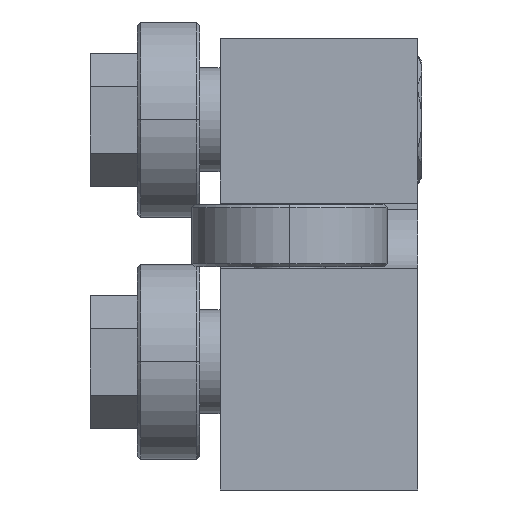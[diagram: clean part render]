
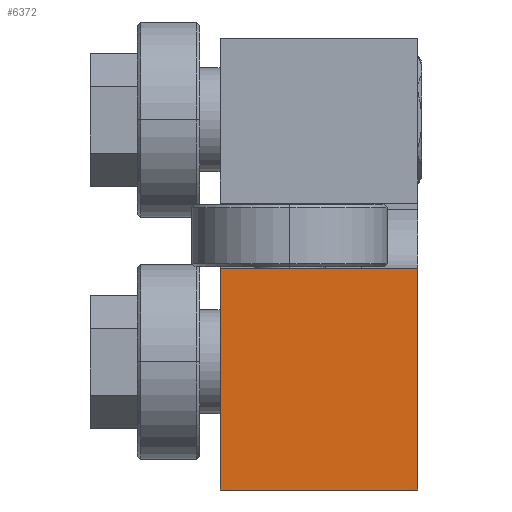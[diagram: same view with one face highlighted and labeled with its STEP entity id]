
A CAD part, left-side view. The second image highlights one B-rep face of the part: STEP entity #6372.
In plain terms, the highlighted planar face has unit normal (-1, 0, 0).
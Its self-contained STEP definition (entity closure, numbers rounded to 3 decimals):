
#296 = VECTOR ( 'NONE', #6712, 1000. ) ;
#606 = VERTEX_POINT ( 'NONE', #4353 ) ;
#896 = DIRECTION ( 'NONE',  ( 0., 0., -1. ) ) ;
#1439 = FACE_OUTER_BOUND ( 'NONE', #7255, .T. ) ;
#1447 = AXIS2_PLACEMENT_3D ( 'NONE', #5300, #3177, #896 ) ;
#1775 = LINE ( 'NONE', #7446, #296 ) ;
#1971 = LINE ( 'NONE', #9293, #6425 ) ;
#2689 = VERTEX_POINT ( 'NONE', #7904 ) ;
#3177 = DIRECTION ( 'NONE',  ( 1., 0., 0. ) ) ;
#4187 = EDGE_CURVE ( 'NONE', #606, #8481, #1971, .T. ) ;
#4353 = CARTESIAN_POINT ( 'NONE',  ( -107.95, 0., -25.4 ) ) ;
#4561 = LINE ( 'NONE', #8103, #5240 ) ;
#4775 = DIRECTION ( 'NONE',  ( 0., 1., 0. ) ) ;
#4971 = DIRECTION ( 'NONE',  ( 0., 0., 1. ) ) ;
#5079 = ORIENTED_EDGE ( 'NONE', *, *, #7061, .F. ) ;
#5240 = VECTOR ( 'NONE', #8202, 1000. ) ;
#5300 = CARTESIAN_POINT ( 'NONE',  ( -107.95, 22.225, -25.4 ) ) ;
#5720 = CARTESIAN_POINT ( 'NONE',  ( -107.95, 22.225, -0.508 ) ) ;
#5830 = VERTEX_POINT ( 'NONE', #5720 ) ;
#6049 = PLANE ( 'NONE',  #1447 ) ;
#6117 = ORIENTED_EDGE ( 'NONE', *, *, #8631, .T. ) ;
#6372 = ADVANCED_FACE ( 'NONE', ( #1439 ), #6049, .F. ) ;
#6425 = VECTOR ( 'NONE', #4971, 1000. ) ;
#6567 = ORIENTED_EDGE ( 'NONE', *, *, #4187, .T. ) ;
#6712 = DIRECTION ( 'NONE',  ( 0., 0., 1. ) ) ;
#6927 = CARTESIAN_POINT ( 'NONE',  ( -107.95, 22.225, -0.508 ) ) ;
#7061 = EDGE_CURVE ( 'NONE', #2689, #5830, #1775, .T. ) ;
#7255 = EDGE_LOOP ( 'NONE', ( #6567, #7427, #5079, #6117 ) ) ;
#7427 = ORIENTED_EDGE ( 'NONE', *, *, #7730, .T. ) ;
#7446 = CARTESIAN_POINT ( 'NONE',  ( -107.95, 22.225, -25.4 ) ) ;
#7553 = VECTOR ( 'NONE', #4775, 1000. ) ;
#7730 = EDGE_CURVE ( 'NONE', #8481, #5830, #8236, .T. ) ;
#7904 = CARTESIAN_POINT ( 'NONE',  ( -107.95, 22.225, -25.4 ) ) ;
#8103 = CARTESIAN_POINT ( 'NONE',  ( -107.95, 22.225, -25.4 ) ) ;
#8202 = DIRECTION ( 'NONE',  ( 0., -1., 0. ) ) ;
#8236 = LINE ( 'NONE', #6927, #7553 ) ;
#8481 = VERTEX_POINT ( 'NONE', #8749 ) ;
#8631 = EDGE_CURVE ( 'NONE', #2689, #606, #4561, .T. ) ;
#8749 = CARTESIAN_POINT ( 'NONE',  ( -107.95, 0., -0.508 ) ) ;
#9293 = CARTESIAN_POINT ( 'NONE',  ( -107.95, 0., -25.4 ) ) ;
